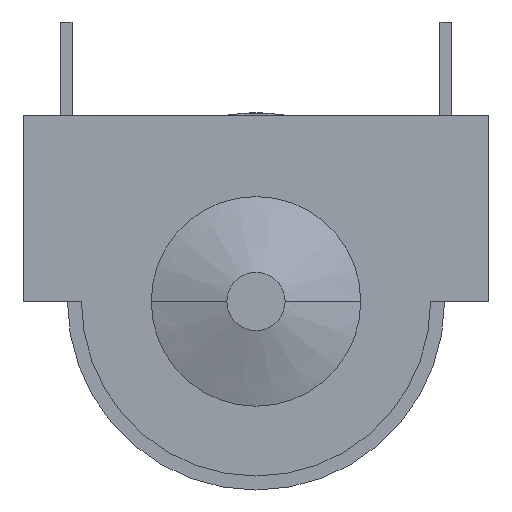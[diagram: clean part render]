
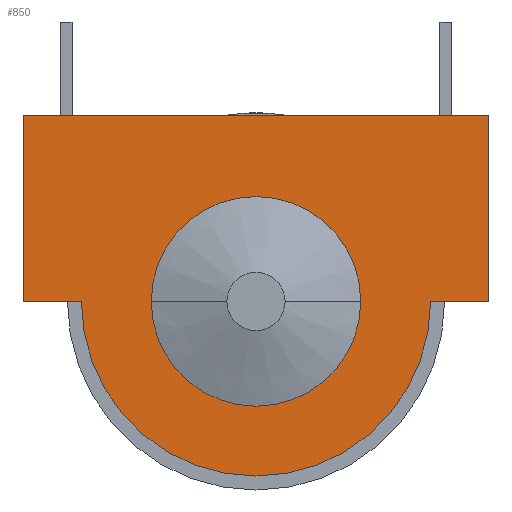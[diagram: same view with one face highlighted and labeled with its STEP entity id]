
A CAD part, left-side view. The second image highlights one B-rep face of the part: STEP entity #850.
In plain terms, the highlighted planar face has unit normal (-1, 0, 0).
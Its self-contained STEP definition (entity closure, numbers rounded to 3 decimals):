
#1=CARTESIAN_POINT('',(0.,0.,0.));
#2=DIRECTION('',(1.,0.,0.));
#3=DIRECTION('',(0.,-1.,0.));
#4=AXIS2_PLACEMENT_3D('',#1,#2,#3);
#6=CARTESIAN_POINT('',(0.,0.,0.));
#7=DIRECTION('',(-1.,0.,0.));
#8=DIRECTION('',(0.,1.,0.));
#9=AXIS2_PLACEMENT_3D('',#6,#7,#8);
#11=CARTESIAN_POINT('',(0.,0.,0.));
#12=DIRECTION('',(-1.,0.,0.));
#13=DIRECTION('',(0.,-1.,0.));
#14=AXIS2_PLACEMENT_3D('',#11,#12,#13);
#16=DIRECTION('',(0.,0.,-1.));
#17=VECTOR('',#16,8.);
#18=CARTESIAN_POINT('',(0.,10.,8.));
#19=LINE('',#18,#17);
#24=DIRECTION('',(0.,-1.,0.));
#25=VECTOR('',#24,2.5);
#26=CARTESIAN_POINT('',(0.,10.,0.));
#27=LINE('',#26,#25);
#54=DIRECTION('',(0.,-1.,0.));
#55=VECTOR('',#54,2.5);
#56=CARTESIAN_POINT('',(0.,-7.5,0.));
#57=LINE('',#56,#55);
#62=DIRECTION('',(0.,0.,1.));
#63=VECTOR('',#62,8.);
#64=CARTESIAN_POINT('',(0.,-10.,0.));
#65=LINE('',#64,#63);
#78=DIRECTION('',(0.,1.,0.));
#79=VECTOR('',#78,20.);
#80=CARTESIAN_POINT('',(0.,-10.,8.));
#81=LINE('',#80,#79);
#633=CARTESIAN_POINT('',(0.,10.,8.));
#634=CARTESIAN_POINT('',(0.,10.,0.));
#635=VERTEX_POINT('',#633);
#636=VERTEX_POINT('',#634);
#637=CARTESIAN_POINT('',(0.,-10.,8.));
#638=VERTEX_POINT('',#637);
#639=CARTESIAN_POINT('',(0.,-10.,0.));
#640=VERTEX_POINT('',#639);
#641=CARTESIAN_POINT('',(0.,-7.5,0.));
#642=VERTEX_POINT('',#641);
#643=CARTESIAN_POINT('',(0.,7.5,0.));
#644=VERTEX_POINT('',#643);
#645=CARTESIAN_POINT('',(0.,4.5,0.));
#646=CARTESIAN_POINT('',(0.,-4.5,0.));
#647=VERTEX_POINT('',#645);
#648=VERTEX_POINT('',#646);
#825=CARTESIAN_POINT('',(0.,0.,0.246));
#826=DIRECTION('',(1.,0.,0.));
#827=DIRECTION('',(0.,-1.,0.));
#828=AXIS2_PLACEMENT_3D('',#825,#826,#827);
#829=PLANE('',#828);
#831=ORIENTED_EDGE('',*,*,#830,.F.);
#833=ORIENTED_EDGE('',*,*,#832,.F.);
#835=ORIENTED_EDGE('',*,*,#834,.F.);
#837=ORIENTED_EDGE('',*,*,#836,.F.);
#839=ORIENTED_EDGE('',*,*,#838,.T.);
#841=ORIENTED_EDGE('',*,*,#840,.F.);
#842=EDGE_LOOP('',(#831,#833,#835,#837,#839,#841));
#843=FACE_OUTER_BOUND('',#842,.F.);
#845=ORIENTED_EDGE('',*,*,#844,.T.);
#847=ORIENTED_EDGE('',*,*,#846,.T.);
#848=EDGE_LOOP('',(#845,#847));
#849=FACE_BOUND('',#848,.F.);
#5=CIRCLE('',#4,7.5);
#10=CIRCLE('',#9,4.5);
#15=CIRCLE('',#14,4.5);
#830=EDGE_CURVE('',#635,#636,#19,.T.);
#832=EDGE_CURVE('',#638,#635,#81,.T.);
#834=EDGE_CURVE('',#640,#638,#65,.T.);
#836=EDGE_CURVE('',#642,#640,#57,.T.);
#838=EDGE_CURVE('',#642,#644,#5,.T.);
#840=EDGE_CURVE('',#636,#644,#27,.T.);
#844=EDGE_CURVE('',#647,#648,#10,.T.);
#846=EDGE_CURVE('',#648,#647,#15,.T.);
#850=ADVANCED_FACE('',(#843,#849),#829,.F.);
